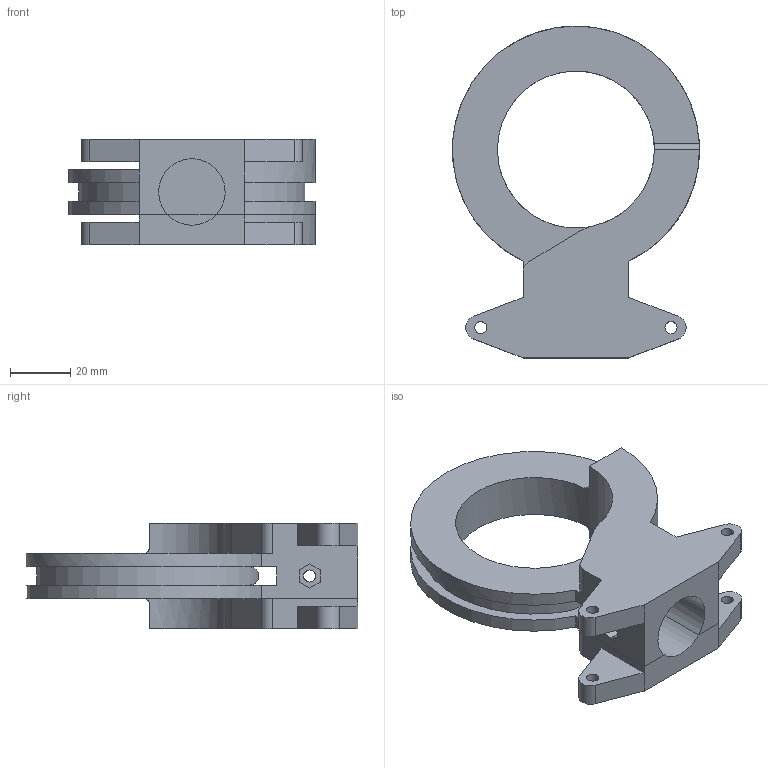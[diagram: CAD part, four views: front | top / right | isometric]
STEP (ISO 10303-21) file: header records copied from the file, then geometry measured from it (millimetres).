
FILE_DESCRIPTION(/* description */ (''),/* implementation_level */ '2;1');
FILE_NAME(/* name */ 'Knee Lower Pulley.step',/* time_stamp */ '2024-01-24T17:06:35-03:00',/* author */ (''),/* organization */ (''),/* preprocessor_version */ 'ST-DEVELOPER v20',/* originating_system */ 'Autodesk Translation Framework v12.14.0.127',/* authorisation */ '');
FILE_SCHEMA (('AUTOMOTIVE_DESIGN { 1 0 10303 214 3 1 1 }'));
Length unit declared in the file: millimetre
Products named in the file (1): Knee Lower Pulley
Bounding box: 81.8 x 109.93 x 35 mm (x, y, z)
Volume: 92588.8 mm3; surface area: 30260.7 mm2
Topology: 2 solids, 2 shells, 64 faces, 178 edges, 118 vertices
Faces by surface type: plane 39, cylinder 24, bspline 1
Full cylindrical faces by diameter (mm): 4 x6, 52 x1
Entity records: 2277 total; most frequent: CARTESIAN_POINT 546, ORIENTED_EDGE 356, DIRECTION 341, EDGE_CURVE 178, LINE 123, VECTOR 123, VERTEX_POINT 118, AXIS2_PLACEMENT_3D 109
